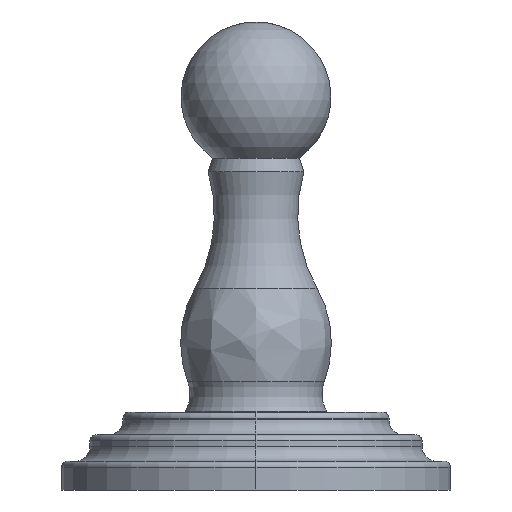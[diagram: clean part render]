
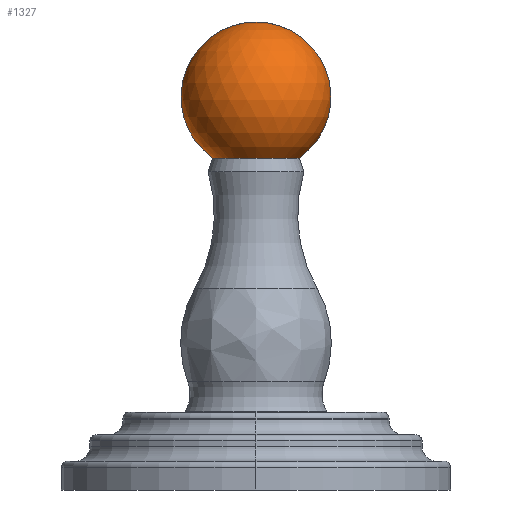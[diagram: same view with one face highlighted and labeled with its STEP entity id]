
A CAD part, left-side view. The second image highlights one B-rep face of the part: STEP entity #1327.
In plain terms, the highlighted spherical face has radius 12.516 mm.
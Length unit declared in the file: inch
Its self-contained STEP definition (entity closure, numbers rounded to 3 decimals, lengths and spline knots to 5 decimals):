
#297=CARTESIAN_POINT('',(-6.,0.,2.58265));
#298=DIRECTION('',(-1.,0.,0.));
#299=DIRECTION('',(0.,-0.578,-0.816));
#300=AXIS2_PLACEMENT_3D('',#297,#298,#299);
#302=CARTESIAN_POINT('',(-6.,0.,2.18047));
#303=DIRECTION('',(0.,0.,-1.));
#304=DIRECTION('',(0.,-1.,0.));
#305=AXIS2_PLACEMENT_3D('',#302,#303,#304);
#307=CARTESIAN_POINT('',(-6.,0.,2.58265));
#308=DIRECTION('',(1.,0.,0.));
#309=DIRECTION('',(0.,0.578,-0.816));
#310=AXIS2_PLACEMENT_3D('',#307,#308,#309);
#778=CARTESIAN_POINT('',(-6.,-0.28471,2.18047));
#779=VERTEX_POINT('',#778);
#780=CARTESIAN_POINT('',(-6.,0.,3.07541));
#781=VERTEX_POINT('',#780);
#790=CARTESIAN_POINT('',(-6.,0.28471,2.18047));
#791=VERTEX_POINT('',#790);
#1317=CARTESIAN_POINT('',(-6.,0.,2.58265));
#1318=DIRECTION('',(0.,0.,1.));
#1319=DIRECTION('',(0.,-1.,0.));
#1320=AXIS2_PLACEMENT_3D('',#1317,#1318,#1319);
#1321=SPHERICAL_SURFACE('',#1320,0.49276);
#1322=ORIENTED_EDGE('',*,*,#1303,.F.);
#1323=ORIENTED_EDGE('',*,*,#1280,.T.);
#1324=ORIENTED_EDGE('',*,*,#1305,.T.);
#1325=EDGE_LOOP('',(#1322,#1323,#1324));
#1326=FACE_OUTER_BOUND('',#1325,.F.);
#1327=ADVANCED_FACE('',(#1326),#1321,.T.);
#301=CIRCLE('',#300,0.49276);
#306=CIRCLE('',#305,0.28471);
#311=CIRCLE('',#310,0.49276);
#1280=EDGE_CURVE('',#779,#791,#306,.T.);
#1303=EDGE_CURVE('',#779,#781,#301,.T.);
#1305=EDGE_CURVE('',#791,#781,#311,.T.);
